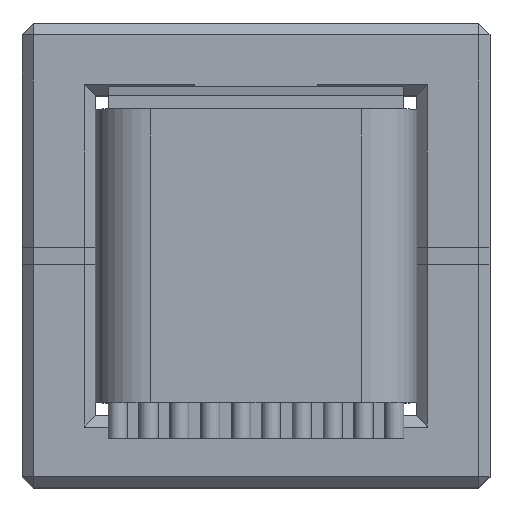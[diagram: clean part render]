
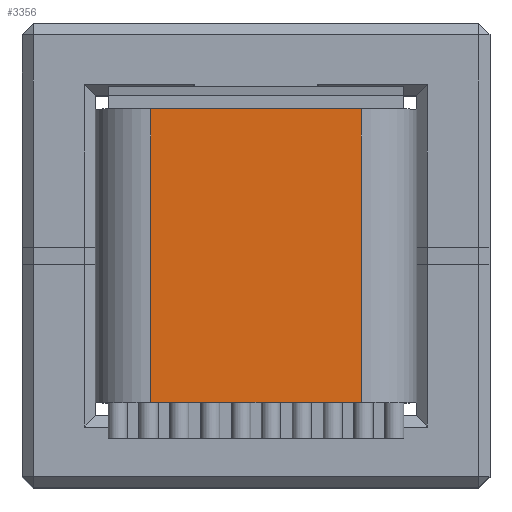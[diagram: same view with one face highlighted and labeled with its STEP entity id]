
A CAD part, top view. The second image highlights one B-rep face of the part: STEP entity #3356.
In plain terms, the highlighted planar face has unit normal (0, 0, 1).
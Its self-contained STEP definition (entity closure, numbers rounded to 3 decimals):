
#9 = LINE ( 'NONE', #8535, #516 ) ;
#251 = LINE ( 'NONE', #3192, #8568 ) ;
#311 = VECTOR ( 'NONE', #4834, 1000. ) ;
#516 = VECTOR ( 'NONE', #3102, 1000. ) ;
#2896 = EDGE_LOOP ( 'NONE', ( #7323, #5239, #5838, #3386 ) ) ;
#2931 = FACE_OUTER_BOUND ( 'NONE', #2896, .T. ) ;
#3102 = DIRECTION ( 'NONE',  ( 0., -1., 0. ) ) ;
#3192 = CARTESIAN_POINT ( 'NONE',  ( -19., -26.5, 29. ) ) ;
#3356 = ADVANCED_FACE ( 'NONE', ( #2931 ), #6106, .F. ) ;
#3386 = ORIENTED_EDGE ( 'NONE', *, *, #5590, .T. ) ;
#4433 = CARTESIAN_POINT ( 'NONE',  ( -19., 26.5, 29. ) ) ;
#4452 = DIRECTION ( 'NONE',  ( 0., 0., -1. ) ) ;
#4526 = EDGE_CURVE ( 'NONE', #4726, #6594, #251, .T. ) ;
#4726 = VERTEX_POINT ( 'NONE', #7761 ) ;
#4834 = DIRECTION ( 'NONE',  ( 0., -1., 0. ) ) ;
#4850 = DIRECTION ( 'NONE',  ( 1., 0., 0. ) ) ;
#5031 = VERTEX_POINT ( 'NONE', #7441 ) ;
#5239 = ORIENTED_EDGE ( 'NONE', *, *, #9744, .F. ) ;
#5364 = DIRECTION ( 'NONE',  ( -1., 0., 0. ) ) ;
#5590 = EDGE_CURVE ( 'NONE', #6130, #4726, #9, .T. ) ;
#5689 = VECTOR ( 'NONE', #6743, 1000. ) ;
#5771 = EDGE_CURVE ( 'NONE', #6130, #5031, #6092, .T. ) ;
#5838 = ORIENTED_EDGE ( 'NONE', *, *, #5771, .F. ) ;
#6092 = LINE ( 'NONE', #9947, #5689 ) ;
#6106 = PLANE ( 'NONE',  #9545 ) ;
#6130 = VERTEX_POINT ( 'NONE', #4433 ) ;
#6594 = VERTEX_POINT ( 'NONE', #8731 ) ;
#6743 = DIRECTION ( 'NONE',  ( 1., 0., 0. ) ) ;
#7323 = ORIENTED_EDGE ( 'NONE', *, *, #4526, .T. ) ;
#7441 = CARTESIAN_POINT ( 'NONE',  ( 19., 26.5, 29. ) ) ;
#7761 = CARTESIAN_POINT ( 'NONE',  ( -19., -26.5, 29. ) ) ;
#8535 = CARTESIAN_POINT ( 'NONE',  ( -19., 26.5, 29. ) ) ;
#8568 = VECTOR ( 'NONE', #4850, 1000. ) ;
#8696 = CARTESIAN_POINT ( 'NONE',  ( 19., 26.5, 29. ) ) ;
#8731 = CARTESIAN_POINT ( 'NONE',  ( 19., -26.5, 29. ) ) ;
#8747 = LINE ( 'NONE', #8696, #311 ) ;
#9545 = AXIS2_PLACEMENT_3D ( 'NONE', #9961, #4452, #5364 ) ;
#9744 = EDGE_CURVE ( 'NONE', #5031, #6594, #8747, .T. ) ;
#9947 = CARTESIAN_POINT ( 'NONE',  ( -19., 26.5, 29. ) ) ;
#9961 = CARTESIAN_POINT ( 'NONE',  ( -19., 26.5, 29. ) ) ;
